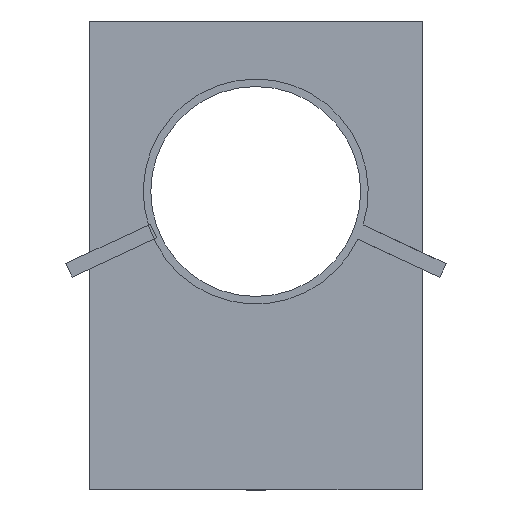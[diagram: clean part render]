
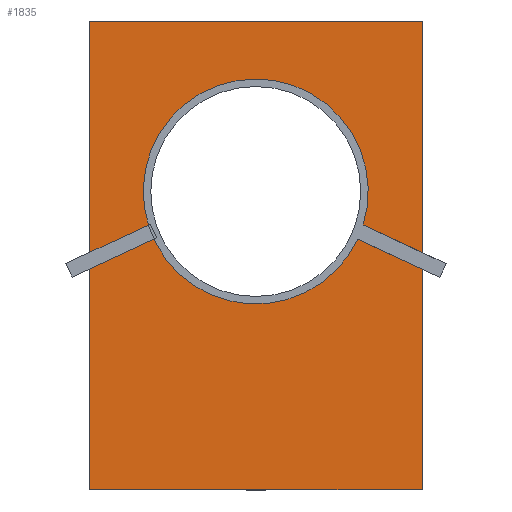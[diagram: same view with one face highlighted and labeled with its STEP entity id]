
A CAD part, front view. The second image highlights one B-rep face of the part: STEP entity #1835.
In plain terms, the highlighted planar face has unit normal (0, -1, 0).
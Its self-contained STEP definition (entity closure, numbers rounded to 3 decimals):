
#205=CIRCLE('',#1986,7.5);
#289=FACE_OUTER_BOUND('',#396,.T.);
#396=EDGE_LOOP('',(#1660,#1661,#1662,#1663,#1664,#1665,#1666,#1667));
#414=LINE('',#2455,#554);
#416=LINE('',#2459,#556);
#424=LINE('',#2474,#564);
#523=LINE('',#8102,#663);
#525=LINE('',#8106,#665);
#527=LINE('',#8109,#667);
#531=LINE('',#8119,#671);
#554=VECTOR('',#2012,10.);
#556=VECTOR('',#2014,10.);
#564=VECTOR('',#2026,10.);
#663=VECTOR('',#2381,10.);
#665=VECTOR('',#2385,10.);
#667=VECTOR('',#2389,10.);
#671=VECTOR('',#2399,10.);
#692=VERTEX_POINT('',#2452);
#693=VERTEX_POINT('',#2454);
#694=VERTEX_POINT('',#2456);
#695=VERTEX_POINT('',#2458);
#699=VERTEX_POINT('',#2469);
#865=VERTEX_POINT('',#8101);
#866=VERTEX_POINT('',#8105);
#869=VERTEX_POINT('',#8117);
#887=EDGE_CURVE('',#693,#692,#414,.T.);
#889=EDGE_CURVE('',#695,#694,#416,.T.);
#897=EDGE_CURVE('',#699,#693,#424,.T.);
#1128=EDGE_CURVE('',#695,#865,#523,.T.);
#1130=EDGE_CURVE('',#865,#866,#525,.T.);
#1132=EDGE_CURVE('',#866,#692,#527,.T.);
#1137=EDGE_CURVE('',#694,#869,#531,.T.);
#1139=EDGE_CURVE('',#869,#699,#205,.T.);
#1660=ORIENTED_EDGE('',*,*,#897,.T.);
#1661=ORIENTED_EDGE('',*,*,#887,.T.);
#1662=ORIENTED_EDGE('',*,*,#1132,.F.);
#1663=ORIENTED_EDGE('',*,*,#1130,.F.);
#1664=ORIENTED_EDGE('',*,*,#1128,.F.);
#1665=ORIENTED_EDGE('',*,*,#889,.T.);
#1666=ORIENTED_EDGE('',*,*,#1137,.T.);
#1667=ORIENTED_EDGE('',*,*,#1139,.T.);
#1744=PLANE('',#1985);
#1835=ADVANCED_FACE('',(#289),#1744,.T.);
#1985=AXIS2_PLACEMENT_3D('',#8121,#2401,#2402);
#1986=AXIS2_PLACEMENT_3D('',#8122,#2403,#2404);
#2012=DIRECTION('',(0.,0.,1.));
#2014=DIRECTION('',(0.,0.,1.));
#2026=DIRECTION('',(0.906,0.,-0.423));
#2381=DIRECTION('',(-1.,0.,0.));
#2385=DIRECTION('',(0.,0.,1.));
#2389=DIRECTION('',(1.,0.,0.));
#2399=DIRECTION('',(-0.906,0.,0.423));
#2401=DIRECTION('center_axis',(0.,-1.,0.));
#2402=DIRECTION('ref_axis',(1.,0.,0.));
#2403=DIRECTION('center_axis',(0.,1.,0.));
#2404=DIRECTION('ref_axis',(1.,0.,0.));
#2452=CARTESIAN_POINT('',(11.1,-21.15,20.));
#2454=CARTESIAN_POINT('',(11.1,-21.15,4.627));
#2455=CARTESIAN_POINT('',(11.1,-21.15,0.));
#2456=CARTESIAN_POINT('',(11.1,-21.15,3.524));
#2458=CARTESIAN_POINT('',(11.1,-21.15,-11.2));
#2459=CARTESIAN_POINT('',(11.1,-21.15,0.));
#2469=CARTESIAN_POINT('',(7.159,-21.15,6.465));
#2474=CARTESIAN_POINT('',(11.555,-21.15,4.415));
#8101=CARTESIAN_POINT('',(-11.1,-21.15,-11.2));
#8102=CARTESIAN_POINT('',(11.1,-21.15,-11.2));
#8105=CARTESIAN_POINT('',(-11.1,-21.15,20.));
#8106=CARTESIAN_POINT('',(-11.1,-21.15,0.));
#8109=CARTESIAN_POINT('',(-11.1,-21.15,20.));
#8117=CARTESIAN_POINT('',(6.797,-21.15,5.53));
#8119=CARTESIAN_POINT('',(9.229,-21.15,4.396));
#8121=CARTESIAN_POINT('Origin',(10.1,-21.15,0.));
#8122=CARTESIAN_POINT('Origin',(0.,-21.15,8.7));
